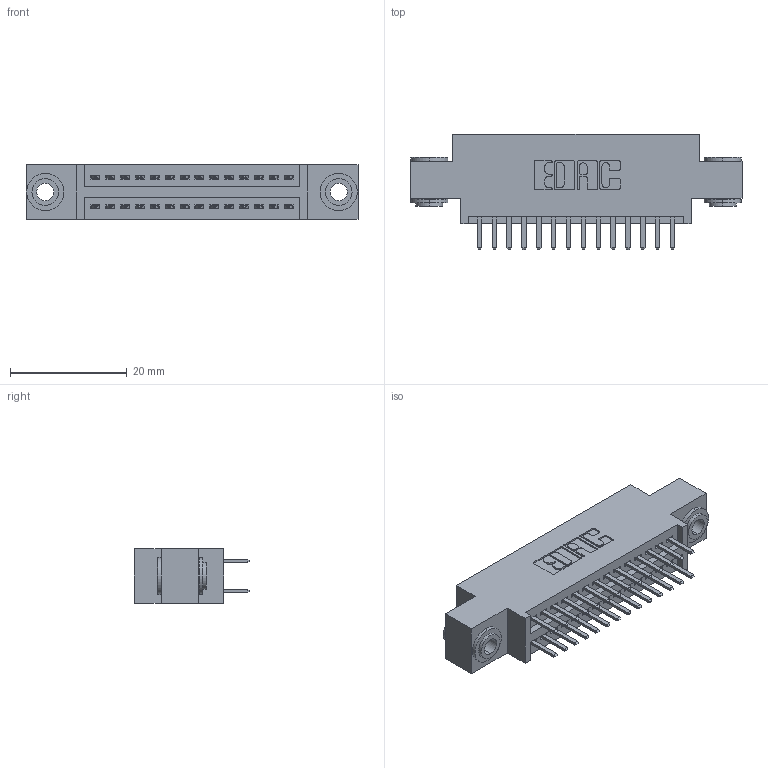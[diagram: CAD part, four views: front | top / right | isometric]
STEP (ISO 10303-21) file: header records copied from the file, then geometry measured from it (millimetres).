
FILE_DESCRIPTION (( 'STEP AP203' ), '1' );
FILE_NAME ('395-028-520-803.STEP', '2018-11-10T08:08:01', ( '' ), ( '' ), 'SwSTEP 2.0', 'SolidWorks 2016', '' );
FILE_SCHEMA (( 'CONFIG_CONTROL_DESIGN' ));
Length unit declared in the file: inch
Products named in the file (4): 345 Part_0.170 Offset - 0.156 Dia-TH; 345-250-002_345-250-002-102; 395-028-520-803; 345-292-001_345-293-120
Assembly tree (31 placements, depth 2):
  395-028-520-803
    345 Part_0.170 Offset - 0.156 Dia-TH
    345-292-001_345-293-120  x28
    345-250-002_345-250-002-102  x2
Bounding box: 56.77 x 19.68 x 9.4 mm (x, y, z)
Volume: 5148.4 mm3; surface area: 7390.1 mm2
Topology: 31 solids, 31 shells, 1680 faces, 4825 edges, 3138 vertices
Faces by surface type: plane 1074, cylinder 598, cone 8
Entity records: 15650 total; most frequent: CARTESIAN_POINT 2639, ORIENTED_EDGE 2554, DIRECTION 2379, EDGE_CURVE 1277, VECTOR 1061, LINE 1061, VERTEX_POINT 846, AXIS2_PLACEMENT_3D 659
